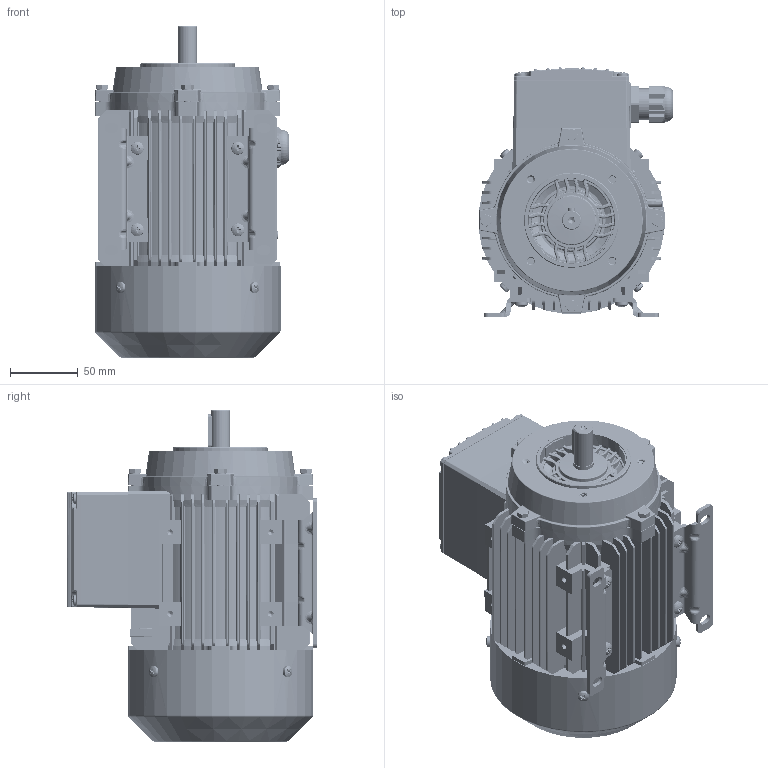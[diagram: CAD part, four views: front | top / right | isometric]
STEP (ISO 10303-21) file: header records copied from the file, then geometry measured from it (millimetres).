
FILE_DESCRIPTION (( 'STEP AP203' ), '1' );
FILE_NAME ('2EL071M2_PC_K1-A.STEP', '2019-06-19T14:23:05', ( '' ), ( '' ), 'SwSTEP 2.0', 'SolidWorks 2019', '' );
FILE_SCHEMA (( 'CONFIG_CONTROL_DESIGN' ));
Products named in the file (1): 2EL071M2_PC_K1-A
Bounding box: 143.44 x 183.92 x 244.4 mm (x, y, z)
Volume: 2995174.1 mm3; surface area: 253791.9 mm2
Topology: 1 solids, 74 shells, 5051 faces, 12559 edges, 7725 vertices
Faces by surface type: cylinder 1592, plane 1401, bspline 767, cone 648, torus 410, sphere 233
Entity records: 181029 total; most frequent: CARTESIAN_POINT 67117, ORIENTED_EDGE 24884, DIRECTION 23119, EDGE_CURVE 12442, AXIS2_PLACEMENT_3D 9320, VERTEX_POINT 7721, EDGE_LOOP 5381, FACE_OUTER_BOUND 5051
